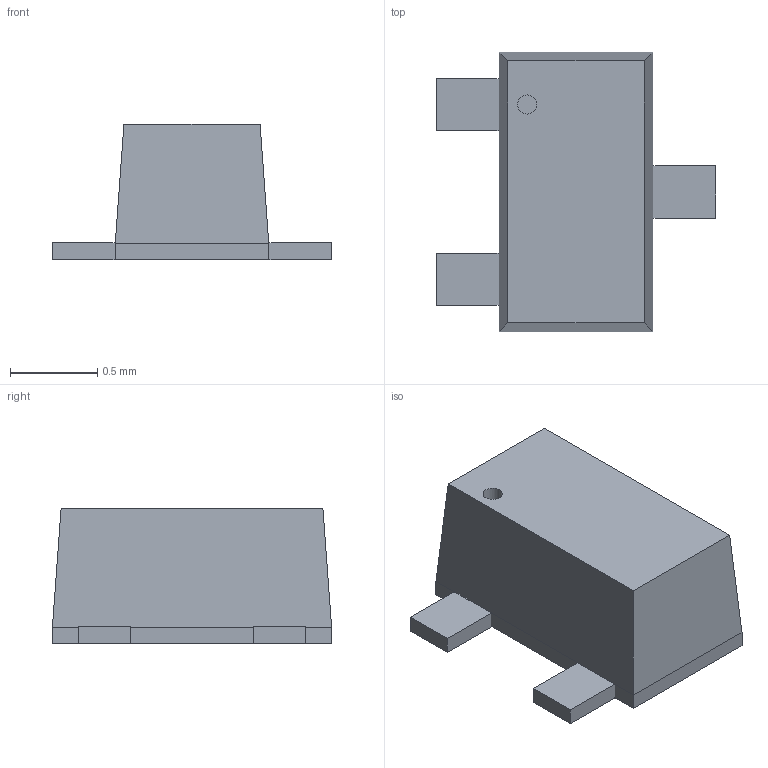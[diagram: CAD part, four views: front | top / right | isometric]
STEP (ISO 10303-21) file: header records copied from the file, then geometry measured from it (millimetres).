
FILE_DESCRIPTION(('FreeCAD Model'),'2;1');
FILE_NAME('975253.1.1.stp','2020-04-09T17:50:28',( 'Author'),(''),'Open CASCADE STEP processor 6.9','FreeCAD','Unknown' );
FILE_SCHEMA(('AUTOMOTIVE_DESIGN { 1 0 10303 214 1 1 1 1 }'));
Length unit declared in the file: millimetre
Products named in the file (4): ASSEMBLY; Body; PinsArrayL; PinsArrayR
Assembly tree (3 placements, depth 2):
  ASSEMBLY
    Body
    PinsArrayL
    PinsArrayR
Bounding box: 1.6 x 1.6 x 0.78 mm (x, y, z)
Volume: 1 mm3; surface area: 7.6 mm2
Topology: 4 solids, 4 shells, 30 faces, 59 edges, 38 vertices
Faces by surface type: plane 29, cylinder 1
Full cylindrical faces by diameter (mm): 0.11 x1
Entity records: 1619 total; most frequent: CARTESIAN_POINT 249, DIRECTION 247, LINE 173, VECTOR 173, ORIENTED_EDGE 118, PCURVE 118, DEFINITIONAL_REPRESENTATION 118, EDGE_CURVE 59
